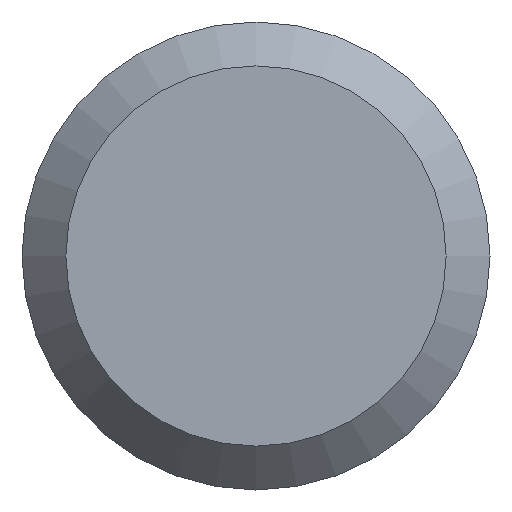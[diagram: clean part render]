
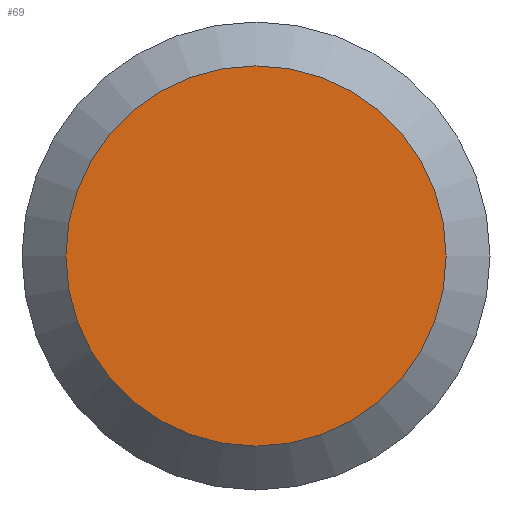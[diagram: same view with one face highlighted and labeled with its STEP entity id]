
A CAD part, left-side view. The second image highlights one B-rep face of the part: STEP entity #69.
In plain terms, the highlighted planar face has unit normal (-1, 0, 0).
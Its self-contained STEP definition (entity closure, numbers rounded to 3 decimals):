
#69=ADVANCED_FACE('',(#81),#79,.F.);
#79=PLANE('',#148);
#81=FACE_OUTER_BOUND('',#82,.T.);
#82=EDGE_LOOP('',(#100));
#100=ORIENTED_EDGE('',*,*,#128,.T.);
#118=VERTEX_POINT('',#208);
#128=EDGE_CURVE('',#118,#118,#137,.T.);
#137=CIRCLE('',#147,6.5);
#147=AXIS2_PLACEMENT_3D('',#207,#168,#169);
#148=AXIS2_PLACEMENT_3D('',#209,#170,#171);
#168=DIRECTION('',(-1.,0.,0.));
#169=DIRECTION('',(0.,0.,1.));
#170=DIRECTION('',(1.,0.,0.));
#171=DIRECTION('',(0.,0.,-1.));
#207=CARTESIAN_POINT('',(-20.,0.,0.));
#208=CARTESIAN_POINT('',(-20.,0.,6.5));
#209=CARTESIAN_POINT('',(-20.,0.,6.5));
